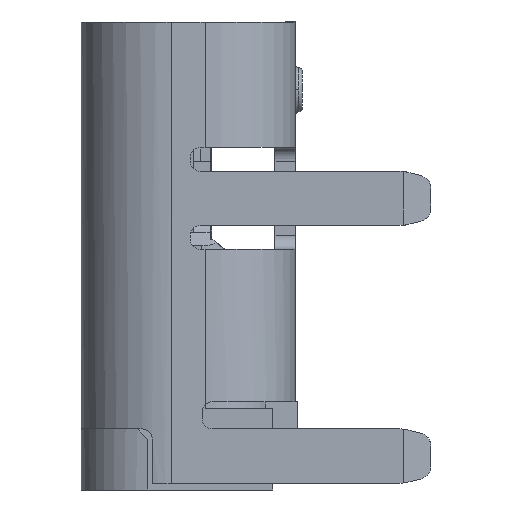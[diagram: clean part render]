
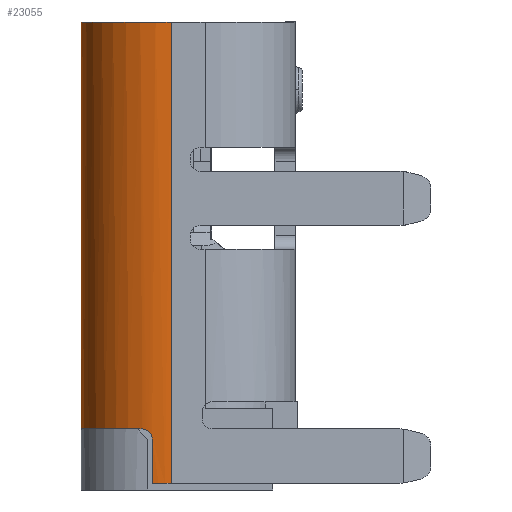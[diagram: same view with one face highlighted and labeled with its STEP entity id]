
A CAD part, left-side view. The second image highlights one B-rep face of the part: STEP entity #23055.
In plain terms, the highlighted cylindrical face has radius 1.33 mm (diameter 2.66 mm), a partial arc.
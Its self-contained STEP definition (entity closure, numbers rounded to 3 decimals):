
#172 = CIRCLE ( 'NONE', #4164, 1.33 ) ;
#702 = DIRECTION ( 'NONE',  ( 0., 0., -1. ) ) ;
#728 = CARTESIAN_POINT ( 'NONE',  ( -3.14, 3.26, -3.35 ) ) ;
#1122 = CARTESIAN_POINT ( 'NONE',  ( -3.14, 3.26, -2.598 ) ) ;
#1410 = CARTESIAN_POINT ( 'NONE',  ( -4.44, 2.21, -3.35 ) ) ;
#1693 = CARTESIAN_POINT ( 'NONE',  ( -4.428, 2.264, -2.584 ) ) ;
#2027 = CARTESIAN_POINT ( 'NONE',  ( -3.17, 3.26, -2.572 ) ) ;
#2596 = CARTESIAN_POINT ( 'NONE',  ( -3.201, 3.259, -2.558 ) ) ;
#2791 = CARTESIAN_POINT ( 'NONE',  ( -3.25, 3.255, -2.55 ) ) ;
#2806 = VERTEX_POINT ( 'NONE', #1410 ) ;
#2934 = AXIS2_PLACEMENT_3D ( 'NONE', #14635, #3804, #26411 ) ;
#3804 = DIRECTION ( 'NONE',  ( 0., 0., 1. ) ) ;
#4164 = AXIS2_PLACEMENT_3D ( 'NONE', #25115, #702, #21045 ) ;
#4556 = EDGE_CURVE ( 'NONE', #13496, #5738, #8447, .T. ) ;
#4981 = VERTEX_POINT ( 'NONE', #16137 ) ;
#5157 = ORIENTED_EDGE ( 'NONE', *, *, #4556, .F. ) ;
#5297 = ORIENTED_EDGE ( 'NONE', *, *, #5789, .F. ) ;
#5738 = VERTEX_POINT ( 'NONE', #8654 ) ;
#5789 = EDGE_CURVE ( 'NONE', #2806, #13496, #26295, .T. ) ;
#5879 = CYLINDRICAL_SURFACE ( 'NONE', #19068, 1.33 ) ;
#5968 = ORIENTED_EDGE ( 'NONE', *, *, #26275, .T. ) ;
#5976 = CARTESIAN_POINT ( 'NONE',  ( -4.44, 2.21, -2.7 ) ) ;
#6341 = CARTESIAN_POINT ( 'NONE',  ( -3.14, 3.26, -2.598 ) ) ;
#6913 = VERTEX_POINT ( 'NONE', #1122 ) ;
#6937 = CIRCLE ( 'NONE', #26910, 1.33 ) ;
#7626 = VERTEX_POINT ( 'NONE', #12994 ) ;
#7649 = CARTESIAN_POINT ( 'NONE',  ( -3.14, 1.93, -3.35 ) ) ;
#7759 = CARTESIAN_POINT ( 'NONE',  ( -4.403, 2.347, -2.55 ) ) ;
#7953 = CARTESIAN_POINT ( 'NONE',  ( -4.47, 1.93, 3.45 ) ) ;
#8447 = B_SPLINE_CURVE_WITH_KNOTS ( 'NONE', 3,
 ( #5976, #9174, #11458, #13657, #24846, #17212, #19395, #26125, #1693, #11087, #13271, #14628, #28003, #22958, #7759, #27285 ),
 .UNSPECIFIED., .F., .F.,
 ( 4, 3, 3, 3, 3, 4 ),
 ( 0., 0., 0., 0., 0., 0. ),
 .UNSPECIFIED. ) ;
#8584 = CARTESIAN_POINT ( 'NONE',  ( -3.185, 3.259, -2.564 ) ) ;
#8654 = CARTESIAN_POINT ( 'NONE',  ( -4.399, 2.36, -2.55 ) ) ;
#9164 = ORIENTED_EDGE ( 'NONE', *, *, #14959, .T. ) ;
#9174 = CARTESIAN_POINT ( 'NONE',  ( -4.44, 2.21, -2.684 ) ) ;
#9662 = EDGE_LOOP ( 'NONE', ( #5968, #9164, #24399, #15802, #16477, #22559, #5157, #5297 ) ) ;
#10413 = VECTOR ( 'NONE', #13377, 1000. ) ;
#10838 = CARTESIAN_POINT ( 'NONE',  ( -3.157, 3.26, -2.583 ) ) ;
#11087 = CARTESIAN_POINT ( 'NONE',  ( -4.424, 2.277, -2.575 ) ) ;
#11284 = CARTESIAN_POINT ( 'NONE',  ( -4.44, 2.21, -3.35 ) ) ;
#11458 = CARTESIAN_POINT ( 'NONE',  ( -4.44, 2.213, -2.667 ) ) ;
#12115 = DIRECTION ( 'NONE',  ( 0., 0., 1. ) ) ;
#12451 = DIRECTION ( 'NONE',  ( -1., 0., 0. ) ) ;
#12873 = VERTEX_POINT ( 'NONE', #7953 ) ;
#12994 = CARTESIAN_POINT ( 'NONE',  ( -3.14, 3.26, 3.45 ) ) ;
#13219 = CARTESIAN_POINT ( 'NONE',  ( -3.151, 3.26, -2.587 ) ) ;
#13271 = CARTESIAN_POINT ( 'NONE',  ( -4.42, 2.291, -2.566 ) ) ;
#13377 = DIRECTION ( 'NONE',  ( 0., 0., 1. ) ) ;
#13496 = VERTEX_POINT ( 'NONE', #27417 ) ;
#13657 = CARTESIAN_POINT ( 'NONE',  ( -4.438, 2.218, -2.651 ) ) ;
#14153 = VERTEX_POINT ( 'NONE', #25694 ) ;
#14350 = DIRECTION ( 'NONE',  ( -1., 0., 0. ) ) ;
#14628 = CARTESIAN_POINT ( 'NONE',  ( -4.416, 2.306, -2.559 ) ) ;
#14635 = CARTESIAN_POINT ( 'NONE',  ( -3.14, 1.93, -3.35 ) ) ;
#14959 = EDGE_CURVE ( 'NONE', #14153, #12873, #26278, .T. ) ;
#15802 = ORIENTED_EDGE ( 'NONE', *, *, #28740, .F. ) ;
#16137 = CARTESIAN_POINT ( 'NONE',  ( -3.25, 3.255, -2.55 ) ) ;
#16460 = CIRCLE ( 'NONE', #2934, 1.33 ) ;
#16477 = ORIENTED_EDGE ( 'NONE', *, *, #25763, .F. ) ;
#16745 = VECTOR ( 'NONE', #19186, 1000. ) ;
#17212 = CARTESIAN_POINT ( 'NONE',  ( -4.435, 2.231, -2.621 ) ) ;
#17547 = CARTESIAN_POINT ( 'NONE',  ( -3.145, 3.26, -2.592 ) ) ;
#18609 = CARTESIAN_POINT ( 'NONE',  ( -4.47, 1.93, -3.35 ) ) ;
#18735 = EDGE_CURVE ( 'NONE', #5738, #4981, #172, .T. ) ;
#19068 = AXIS2_PLACEMENT_3D ( 'NONE', #7649, #23820, #12451 ) ;
#19186 = DIRECTION ( 'NONE',  ( 0., 0., 1. ) ) ;
#19395 = CARTESIAN_POINT ( 'NONE',  ( -4.433, 2.241, -2.608 ) ) ;
#21045 = DIRECTION ( 'NONE',  ( -1., 0., 0. ) ) ;
#21625 = CARTESIAN_POINT ( 'NONE',  ( -3.14, 1.93, 3.45 ) ) ;
#22559 = ORIENTED_EDGE ( 'NONE', *, *, #18735, .F. ) ;
#22688 = B_SPLINE_CURVE_WITH_KNOTS ( 'NONE', 3,
 ( #2791, #28640, #27231, #2596, #8584, #2027, #10838, #13219, #17547, #6341 ),
 .UNSPECIFIED., .F., .F.,
 ( 4, 3, 3, 4 ),
 ( 0., 0., 0., 0. ),
 .UNSPECIFIED. ) ;
#22958 = CARTESIAN_POINT ( 'NONE',  ( -4.407, 2.334, -2.552 ) ) ;
#23055 = ADVANCED_FACE ( 'NONE', ( #24733 ), #5879, .T. ) ;
#23820 = DIRECTION ( 'NONE',  ( 0., 0., 1. ) ) ;
#24399 = ORIENTED_EDGE ( 'NONE', *, *, #28000, .F. ) ;
#24476 = DIRECTION ( 'NONE',  ( 0., 0., 1. ) ) ;
#24733 = FACE_OUTER_BOUND ( 'NONE', #9662, .T. ) ;
#24846 = CARTESIAN_POINT ( 'NONE',  ( -4.437, 2.223, -2.636 ) ) ;
#25115 = CARTESIAN_POINT ( 'NONE',  ( -3.14, 1.93, -2.55 ) ) ;
#25515 = VECTOR ( 'NONE', #24476, 1000. ) ;
#25694 = CARTESIAN_POINT ( 'NONE',  ( -4.47, 1.93, -3.35 ) ) ;
#25763 = EDGE_CURVE ( 'NONE', #4981, #6913, #22688, .T. ) ;
#26125 = CARTESIAN_POINT ( 'NONE',  ( -4.431, 2.251, -2.595 ) ) ;
#26275 = EDGE_CURVE ( 'NONE', #2806, #14153, #16460, .T. ) ;
#26278 = LINE ( 'NONE', #18609, #16745 ) ;
#26295 = LINE ( 'NONE', #11284, #25515 ) ;
#26411 = DIRECTION ( 'NONE',  ( -1., 0., 0. ) ) ;
#26910 = AXIS2_PLACEMENT_3D ( 'NONE', #21625, #12115, #14350 ) ;
#27231 = CARTESIAN_POINT ( 'NONE',  ( -3.216, 3.258, -2.553 ) ) ;
#27285 = CARTESIAN_POINT ( 'NONE',  ( -4.399, 2.36, -2.55 ) ) ;
#27417 = CARTESIAN_POINT ( 'NONE',  ( -4.44, 2.21, -2.7 ) ) ;
#28000 = EDGE_CURVE ( 'NONE', #7626, #12873, #6937, .T. ) ;
#28003 = CARTESIAN_POINT ( 'NONE',  ( -4.411, 2.322, -2.555 ) ) ;
#28640 = CARTESIAN_POINT ( 'NONE',  ( -3.233, 3.257, -2.55 ) ) ;
#28740 = EDGE_CURVE ( 'NONE', #6913, #7626, #28769, .T. ) ;
#28769 = LINE ( 'NONE', #728, #10413 ) ;
